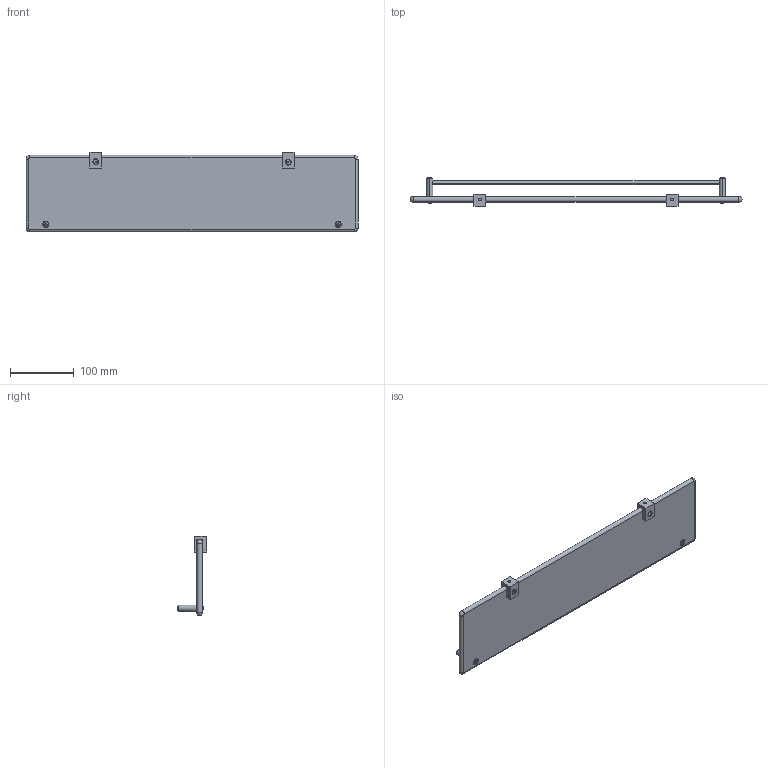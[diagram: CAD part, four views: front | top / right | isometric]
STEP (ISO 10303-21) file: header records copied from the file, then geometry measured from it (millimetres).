
FILE_DESCRIPTION (( 'STEP AP203' ), '1' );
FILE_NAME ('1587趙衒怢.STEP', '2016-07-20T00:47:41', ( '迾輿躂瑞' ), ( 'WwW.YlmF.CoM' ), 'SwSTEP 2.0', 'SolidWorks 2012', '' );
FILE_SCHEMA (( 'CONFIG_CONTROL_DESIGN' ));
Length unit declared in the file: millimetre
Products named in the file (8): 1587趙衒怢; 11趙衒標蹟佪M10; 圉埴芛蹟佪M4X16; 11誘戲芛菜え; 8023誘戲芛(圉籵); 11趙衒怢誘戲; 11趙衒怢產薛; 15趙衒標
Assembly tree (14 placements, depth 2):
  1587趙衒怢
    15趙衒標  x2
    11趙衒怢產薛
    11趙衒怢誘戲
    8023誘戲芛(圉籵)  x2
    11誘戲芛菜え  x4
    圉埴芛蹟佪M4X16  x2
    11趙衒標蹟佪M10  x2
Bounding box: 519.98 x 45.5 x 124.99 mm (x, y, z)
Volume: 509844 mm3; surface area: 157865.3 mm2
Topology: 14 solids, 14 shells, 232 faces, 576 edges, 376 vertices
Faces by surface type: plane 92, cylinder 88, cone 30, bspline 10, torus 8, sphere 4
Entity records: 7871 total; most frequent: CARTESIAN_POINT 4034, ORIENTED_EDGE 596, DIRECTION 577, EDGE_CURVE 298, AXIS2_PLACEMENT_3D 221, VERTEX_POINT 196, EDGE_LOOP 136, VECTOR 135
